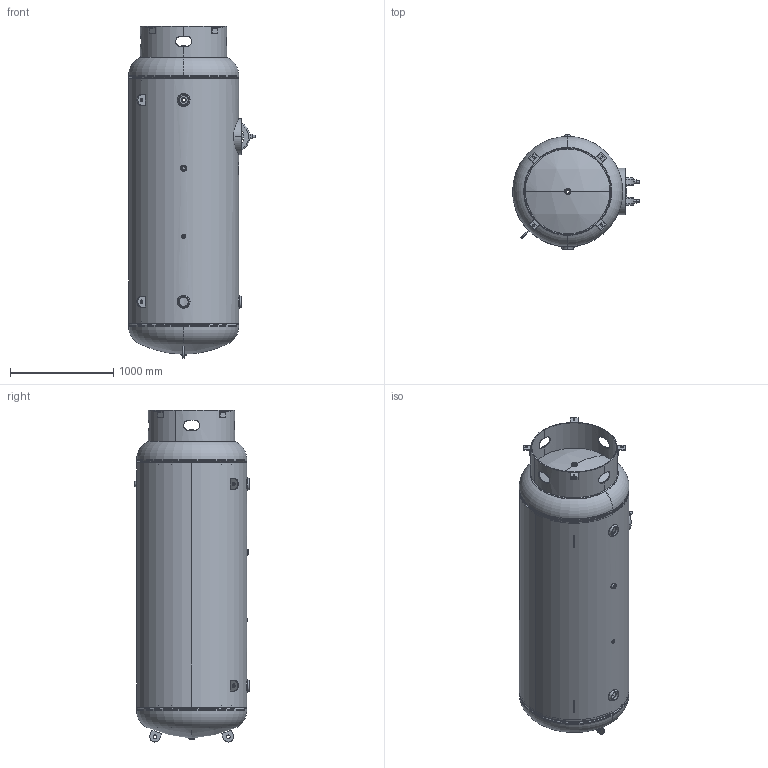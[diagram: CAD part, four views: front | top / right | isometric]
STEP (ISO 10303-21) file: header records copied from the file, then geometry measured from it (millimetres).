
FILE_DESCRIPTION (( 'STEP AP203' ), '1' );
FILE_NAME ('302439.STEP', '2012-03-05T14:35:42', ( '' ), ( '' ), 'SwSTEP 2.0', 'SolidWorks 2011', '' );
FILE_SCHEMA (( 'CONFIG_CONTROL_DESIGN' ));
Length unit declared in the file: inch
Products named in the file (1): 302439
Bounding box: 1228.63 x 1112.01 x 3217.92 mm (x, y, z)
Surface area: 23332079.9 mm2 (no closed solid volume)
Topology: 0 solids, 37 shells, 332 faces, 1013 edges, 705 vertices
Faces by surface type: plane 126, cylinder 108, torus 66, bspline 24, sphere 8
Entity records: 20069 total; most frequent: CARTESIAN_POINT 11046, DIRECTION 1901, ORIENTED_EDGE 1699, EDGE_CURVE 1013, AXIS2_PLACEMENT_3D 748, VERTEX_POINT 705, CIRCLE 439, LINE 405
